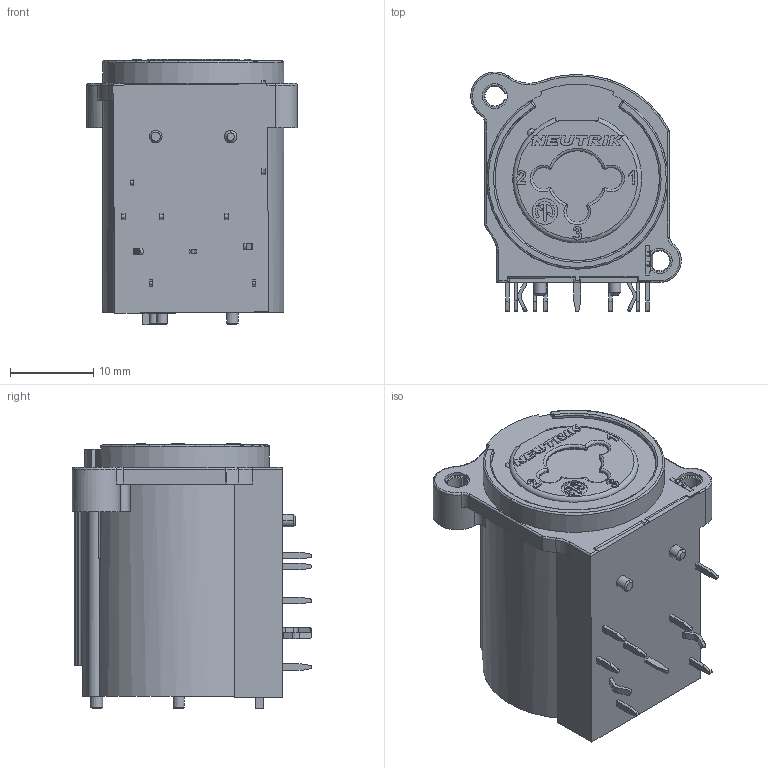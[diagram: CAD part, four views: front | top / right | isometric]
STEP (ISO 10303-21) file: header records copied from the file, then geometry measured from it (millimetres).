
FILE_DESCRIPTION((''),'2;1');
FILE_NAME('PRT0001','2024-06-17T10:00:45',('zhj'),(''),'CREO PARAMETRIC BY PTC INC, 2021184','CREO PARAMETRIC BY PTC INC, 2021184','');
FILE_SCHEMA(('CONFIG_CONTROL_DESIGN'));
Length unit declared in the file: millimetre
Products named in the file (1): PRT0001
Bounding box: 25.3 x 28.8 x 31.89 mm (x, y, z)
Volume: 13359.2 mm3; surface area: 4050.9 mm2
Topology: 1 solids, 1 shells, 447 faces, 1343 edges, 922 vertices
Faces by surface type: plane 227, cylinder 127, extrusion 45, cone 24, torus 16, sphere 5, bspline 3
Entity records: 16322 total; most frequent: CARTESIAN_POINT 4319, ORIENTED_EDGE 2676, DIRECTION 2281, EDGE_CURVE 1338, VERTEX_POINT 922, AXIS2_PLACEMENT_3D 778, VECTOR 725, LINE 680
